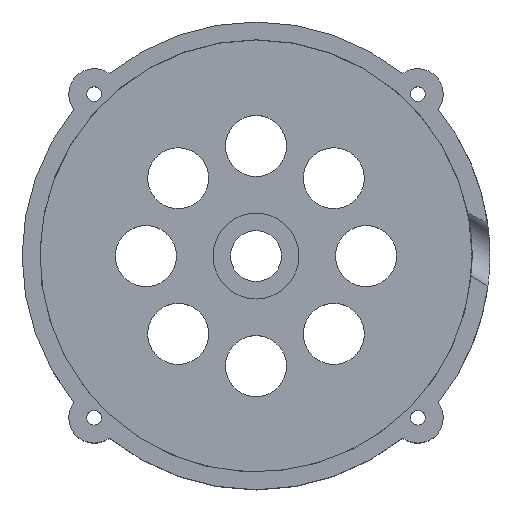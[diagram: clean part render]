
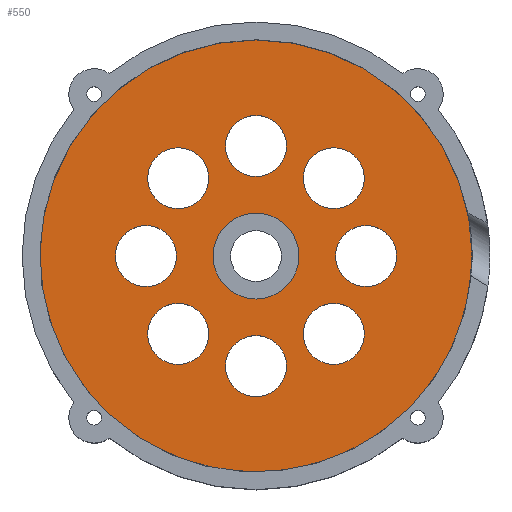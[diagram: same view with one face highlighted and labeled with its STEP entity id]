
A CAD part, top view. The second image highlights one B-rep face of the part: STEP entity #550.
In plain terms, the highlighted planar face has unit normal (0, 0, 1).
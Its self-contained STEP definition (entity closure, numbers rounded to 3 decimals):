
#19=FACE_BOUND('',#108,.T.);
#20=FACE_BOUND('',#109,.T.);
#21=FACE_BOUND('',#110,.T.);
#22=FACE_BOUND('',#111,.T.);
#23=FACE_BOUND('',#112,.T.);
#24=FACE_BOUND('',#113,.T.);
#25=FACE_BOUND('',#114,.T.);
#26=FACE_BOUND('',#115,.T.);
#27=FACE_BOUND('',#116,.T.);
#43=PLANE('',#648);
#75=FACE_OUTER_BOUND('',#107,.T.);
#107=EDGE_LOOP('',(#465));
#108=EDGE_LOOP('',(#466));
#109=EDGE_LOOP('',(#467));
#110=EDGE_LOOP('',(#468));
#111=EDGE_LOOP('',(#469));
#112=EDGE_LOOP('',(#470));
#113=EDGE_LOOP('',(#471));
#114=EDGE_LOOP('',(#472));
#115=EDGE_LOOP('',(#473));
#116=EDGE_LOOP('',(#474));
#180=CIRCLE('',#578,6.);
#182=CIRCLE('',#581,6.);
#184=CIRCLE('',#584,6.);
#186=CIRCLE('',#587,6.);
#188=CIRCLE('',#590,6.);
#190=CIRCLE('',#593,6.);
#192=CIRCLE('',#596,6.);
#194=CIRCLE('',#599,6.);
#196=CIRCLE('',#605,42.5);
#223=CIRCLE('',#646,8.45);
#227=VERTEX_POINT('',#835);
#229=VERTEX_POINT('',#841);
#231=VERTEX_POINT('',#847);
#233=VERTEX_POINT('',#853);
#235=VERTEX_POINT('',#859);
#237=VERTEX_POINT('',#865);
#239=VERTEX_POINT('',#871);
#241=VERTEX_POINT('',#877);
#248=VERTEX_POINT('',#939);
#273=VERTEX_POINT('',#1018);
#277=EDGE_CURVE('',#227,#227,#180,.T.);
#280=EDGE_CURVE('',#229,#229,#182,.T.);
#283=EDGE_CURVE('',#231,#231,#184,.T.);
#286=EDGE_CURVE('',#233,#233,#186,.T.);
#289=EDGE_CURVE('',#235,#235,#188,.T.);
#292=EDGE_CURVE('',#237,#237,#190,.T.);
#295=EDGE_CURVE('',#239,#239,#192,.T.);
#298=EDGE_CURVE('',#241,#241,#194,.T.);
#307=EDGE_CURVE('',#248,#248,#196,.T.);
#346=EDGE_CURVE('',#273,#273,#223,.T.);
#465=ORIENTED_EDGE('',*,*,#307,.T.);
#466=ORIENTED_EDGE('',*,*,#277,.T.);
#467=ORIENTED_EDGE('',*,*,#280,.T.);
#468=ORIENTED_EDGE('',*,*,#283,.T.);
#469=ORIENTED_EDGE('',*,*,#286,.T.);
#470=ORIENTED_EDGE('',*,*,#289,.T.);
#471=ORIENTED_EDGE('',*,*,#292,.T.);
#472=ORIENTED_EDGE('',*,*,#295,.T.);
#473=ORIENTED_EDGE('',*,*,#298,.T.);
#474=ORIENTED_EDGE('',*,*,#346,.T.);
#550=ADVANCED_FACE('',(#75,#19,#20,#21,#22,#23,#24,#25,#26,#27),#43,.T.);
#578=AXIS2_PLACEMENT_3D('',#836,#658,#659);
#581=AXIS2_PLACEMENT_3D('',#842,#665,#666);
#584=AXIS2_PLACEMENT_3D('',#848,#672,#673);
#587=AXIS2_PLACEMENT_3D('',#854,#679,#680);
#590=AXIS2_PLACEMENT_3D('',#860,#686,#687);
#593=AXIS2_PLACEMENT_3D('',#866,#693,#694);
#596=AXIS2_PLACEMENT_3D('',#872,#700,#701);
#599=AXIS2_PLACEMENT_3D('',#878,#707,#708);
#605=AXIS2_PLACEMENT_3D('',#941,#721,#722);
#646=AXIS2_PLACEMENT_3D('',#1019,#815,#816);
#648=AXIS2_PLACEMENT_3D('',#1023,#820,#821);
#658=DIRECTION('center_axis',(0.,0.,-1.));
#659=DIRECTION('ref_axis',(1.,0.,0.));
#665=DIRECTION('center_axis',(0.,0.,-1.));
#666=DIRECTION('ref_axis',(1.,0.,0.));
#672=DIRECTION('center_axis',(0.,0.,-1.));
#673=DIRECTION('ref_axis',(1.,0.,0.));
#679=DIRECTION('center_axis',(0.,0.,-1.));
#680=DIRECTION('ref_axis',(1.,0.,0.));
#686=DIRECTION('center_axis',(0.,0.,-1.));
#687=DIRECTION('ref_axis',(1.,0.,0.));
#693=DIRECTION('center_axis',(0.,0.,-1.));
#694=DIRECTION('ref_axis',(1.,0.,0.));
#700=DIRECTION('center_axis',(0.,0.,-1.));
#701=DIRECTION('ref_axis',(1.,0.,0.));
#707=DIRECTION('center_axis',(0.,0.,-1.));
#708=DIRECTION('ref_axis',(1.,0.,0.));
#721=DIRECTION('center_axis',(0.,0.,1.));
#722=DIRECTION('ref_axis',(1.,0.,0.));
#815=DIRECTION('center_axis',(0.,0.,-1.));
#816=DIRECTION('ref_axis',(-1.,0.,0.));
#820=DIRECTION('center_axis',(0.,0.,1.));
#821=DIRECTION('ref_axis',(1.,0.,0.));
#835=CARTESIAN_POINT('',(9.309,15.309,7.5));
#836=CARTESIAN_POINT('Origin',(15.309,15.309,7.5));
#841=CARTESIAN_POINT('',(-21.309,-15.309,7.5));
#842=CARTESIAN_POINT('Origin',(-15.309,-15.309,7.5));
#847=CARTESIAN_POINT('',(-6.,-21.65,7.5));
#848=CARTESIAN_POINT('Origin',(0.,-21.65,7.5));
#853=CARTESIAN_POINT('',(-6.,21.65,7.5));
#854=CARTESIAN_POINT('Origin',(0.,21.65,7.5));
#859=CARTESIAN_POINT('',(15.65,0.,7.5));
#860=CARTESIAN_POINT('Origin',(21.65,0.,7.5));
#865=CARTESIAN_POINT('',(-27.65,0.,7.5));
#866=CARTESIAN_POINT('Origin',(-21.65,0.,7.5));
#871=CARTESIAN_POINT('',(9.309,-15.309,7.5));
#872=CARTESIAN_POINT('Origin',(15.309,-15.309,7.5));
#877=CARTESIAN_POINT('',(-21.309,15.309,7.5));
#878=CARTESIAN_POINT('Origin',(-15.309,15.309,7.5));
#939=CARTESIAN_POINT('',(42.5,0.,7.5));
#941=CARTESIAN_POINT('Origin',(0.,0.,7.5));
#1018=CARTESIAN_POINT('',(8.45,0.,7.5));
#1019=CARTESIAN_POINT('Origin',(0.,0.,7.5));
#1023=CARTESIAN_POINT('Origin',(0.,0.,7.5));
